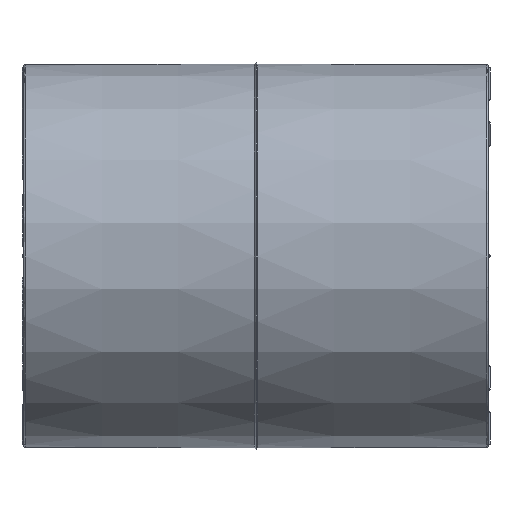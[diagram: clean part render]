
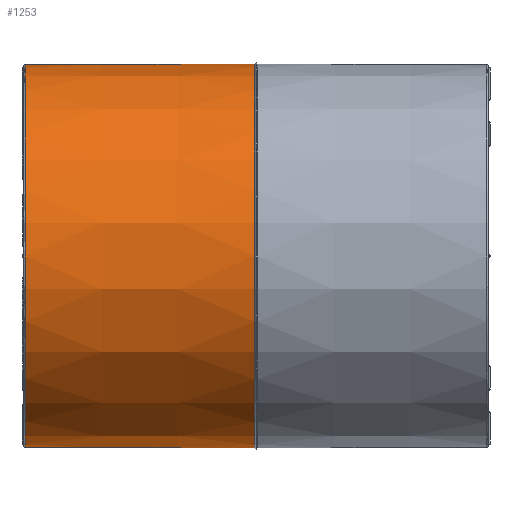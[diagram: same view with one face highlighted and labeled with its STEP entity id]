
A CAD part, left-side view. The second image highlights one B-rep face of the part: STEP entity #1253.
In plain terms, the highlighted conical face has half-angle 0.075 degrees and reference radius 31.55 mm.
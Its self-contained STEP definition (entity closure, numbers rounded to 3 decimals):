
#109=CONICAL_SURFACE('',#21281,31.55,0.075);
#1253=ADVANCED_FACE('',(#5815,#5816),#109,.T.);
#5729=CIRCLE('',#21278,31.55);
#5730=CIRCLE('',#21280,31.5);
#5815=FACE_BOUND('',#5907,.T.);
#5816=FACE_BOUND('',#5908,.T.);
#5907=EDGE_LOOP('',(#7960));
#5908=EDGE_LOOP('',(#7961));
#7960=ORIENTED_EDGE('',*,*,#16708,.T.);
#7961=ORIENTED_EDGE('',*,*,#16707,.F.);
#14492=VERTEX_POINT('',#31166);
#14493=VERTEX_POINT('',#31169);
#16707=EDGE_CURVE('',#14492,#14492,#5729,.T.);
#16708=EDGE_CURVE('',#14493,#14493,#5730,.T.);
#21278=AXIS2_PLACEMENT_3D('',#31165,#22733,#22734);
#21280=AXIS2_PLACEMENT_3D('',#31168,#22737,#22738);
#21281=AXIS2_PLACEMENT_3D('',#31170,#22739,#22740);
#22733=DIRECTION('',(0.,-1.,0.));
#22734=DIRECTION('',(0.,0.,-1.));
#22737=DIRECTION('',(0.,-1.,0.));
#22738=DIRECTION('',(0.,0.,-1.));
#22739=DIRECTION('',(0.,-1.,0.));
#22740=DIRECTION('',(0.,0.,-1.));
#31165=CARTESIAN_POINT('',(9631.756,2612.476,0.));
#31166=CARTESIAN_POINT('',(9631.756,2612.476,-31.55));
#31168=CARTESIAN_POINT('',(9631.756,2650.176,0.));
#31169=CARTESIAN_POINT('',(9631.756,2650.176,-31.5));
#31170=CARTESIAN_POINT('',(9631.756,2612.476,0.));
